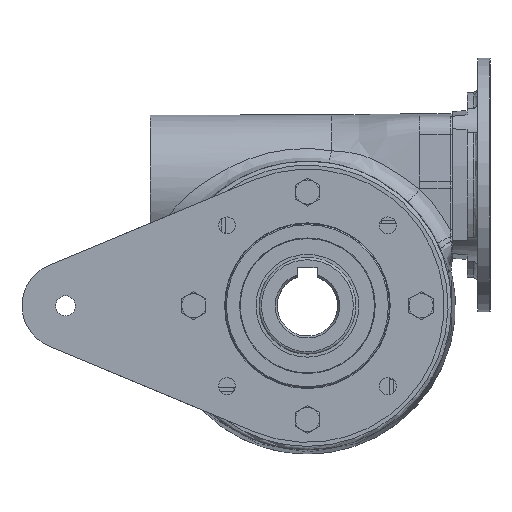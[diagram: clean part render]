
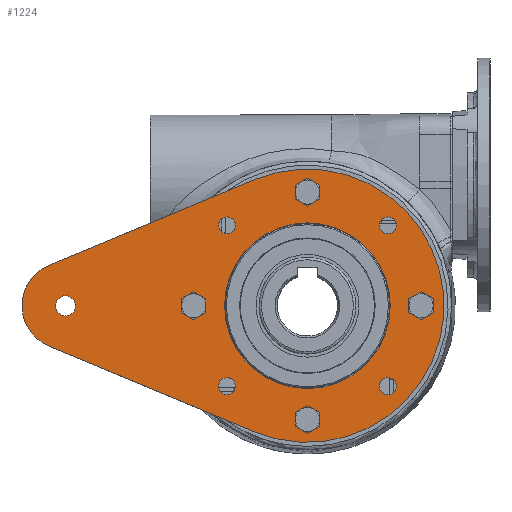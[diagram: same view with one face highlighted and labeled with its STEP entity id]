
A CAD part, top view. The second image highlights one B-rep face of the part: STEP entity #1224.
In plain terms, the highlighted planar face has unit normal (0, 0, 1).
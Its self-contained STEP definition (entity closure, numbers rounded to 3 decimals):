
#1224 = ADVANCED_FACE( '', ( #2686, #2687, #2688, #2689, #2690, #2691, #2692, #2693, #2694, #2695, #2696 ), #2697, .F. );
#2686 = FACE_OUTER_BOUND( '', #6666, .T. );
#2687 = FACE_BOUND( '', #6667, .T. );
#2688 = FACE_BOUND( '', #6668, .T. );
#2689 = FACE_BOUND( '', #6669, .T. );
#2690 = FACE_BOUND( '', #6670, .T. );
#2691 = FACE_BOUND( '', #6671, .T. );
#2692 = FACE_BOUND( '', #6672, .T. );
#2693 = FACE_BOUND( '', #6673, .T. );
#2694 = FACE_BOUND( '', #6674, .T. );
#2695 = FACE_BOUND( '', #6675, .T. );
#2696 = FACE_BOUND( '', #6676, .T. );
#2697 = PLANE( '', #6677 );
#6666 = EDGE_LOOP( '', ( #9997, #9998, #9999, #10000 ) );
#6667 = EDGE_LOOP( '', ( #10001 ) );
#6668 = EDGE_LOOP( '', ( #10002 ) );
#6669 = EDGE_LOOP( '', ( #10003 ) );
#6670 = EDGE_LOOP( '', ( #10004 ) );
#6671 = EDGE_LOOP( '', ( #10005 ) );
#6672 = EDGE_LOOP( '', ( #10006 ) );
#6673 = EDGE_LOOP( '', ( #10007 ) );
#6674 = EDGE_LOOP( '', ( #10008 ) );
#6675 = EDGE_LOOP( '', ( #10009 ) );
#6676 = EDGE_LOOP( '', ( #10010 ) );
#6677 = AXIS2_PLACEMENT_3D( '', #10011, #10012, #10013 );
#9997 = ORIENTED_EDGE( '', *, *, #11711, .F. );
#9998 = ORIENTED_EDGE( '', *, *, #11719, .F. );
#9999 = ORIENTED_EDGE( '', *, *, #11720, .F. );
#10000 = ORIENTED_EDGE( '', *, *, #11358, .F. );
#10001 = ORIENTED_EDGE( '', *, *, #11101, .T. );
#10002 = ORIENTED_EDGE( '', *, *, #11721, .T. );
#10003 = ORIENTED_EDGE( '', *, *, #11722, .T. );
#10004 = ORIENTED_EDGE( '', *, *, #11484, .T. );
#10005 = ORIENTED_EDGE( '', *, *, #10813, .F. );
#10006 = ORIENTED_EDGE( '', *, *, #11708, .F. );
#10007 = ORIENTED_EDGE( '', *, *, #11723, .F. );
#10008 = ORIENTED_EDGE( '', *, *, #10667, .F. );
#10009 = ORIENTED_EDGE( '', *, *, #11507, .T. );
#10010 = ORIENTED_EDGE( '', *, *, #11174, .T. );
#10011 = CARTESIAN_POINT( '', ( 0., 0., 42. ) );
#10012 = DIRECTION( '', ( 0., 0., -1. ) );
#10013 = DIRECTION( '', ( -1., 0., 0. ) );
#10667 = EDGE_CURVE( '', #12051, #12051, #12052, .F. );
#10813 = EDGE_CURVE( '', #12299, #12299, #12300, .F. );
#11101 = EDGE_CURVE( '', #12755, #12755, #12756, .T. );
#11174 = EDGE_CURVE( '', #12863, #12863, #12864, .T. );
#11358 = EDGE_CURVE( '', #13125, #13127, #13128, .F. );
#11484 = EDGE_CURVE( '', #13297, #13297, #13298, .T. );
#11507 = EDGE_CURVE( '', #13326, #13326, #13327, .T. );
#11708 = EDGE_CURVE( '', #13562, #13562, #13563, .F. );
#11711 = EDGE_CURVE( '', #13565, #13125, #13567, .T. );
#11719 = EDGE_CURVE( '', #13575, #13565, #13576, .F. );
#11720 = EDGE_CURVE( '', #13127, #13575, #13577, .T. );
#11721 = EDGE_CURVE( '', #13578, #13578, #13579, .T. );
#11722 = EDGE_CURVE( '', #13580, #13580, #13581, .T. );
#11723 = EDGE_CURVE( '', #13582, #13582, #13583, .F. );
#12051 = VERTEX_POINT( '', #14281 );
#12052 = CIRCLE( '', #14282, 3.5 );
#12299 = VERTEX_POINT( '', #14703 );
#12300 = CIRCLE( '', #14704, 3.5 );
#12755 = VERTEX_POINT( '', #15870 );
#12756 = CIRCLE( '', #15871, 4.35 );
#12863 = VERTEX_POINT( '', #16116 );
#12864 = CIRCLE( '', #16117, 34.25 );
#13125 = VERTEX_POINT( '', #16605 );
#13127 = VERTEX_POINT( '', #16608 );
#13128 = LINE( '', #16609, #16610 );
#13297 = VERTEX_POINT( '', #16998 );
#13298 = CIRCLE( '', #16999, 4.35 );
#13326 = VERTEX_POINT( '', #17155 );
#13327 = CIRCLE( '', #17156, 4.1 );
#13562 = VERTEX_POINT( '', #17537 );
#13563 = CIRCLE( '', #17538, 3.5 );
#13565 = VERTEX_POINT( '', #17540 );
#13567 = CIRCLE( '', #17543, 56.5 );
#13575 = VERTEX_POINT( '', #17555 );
#13576 = LINE( '', #17556, #17557 );
#13577 = CIRCLE( '', #17558, 18. );
#13578 = VERTEX_POINT( '', #17559 );
#13579 = CIRCLE( '', #17560, 4.35 );
#13580 = VERTEX_POINT( '', #17561 );
#13581 = CIRCLE( '', #17562, 4.35 );
#13582 = VERTEX_POINT( '', #17563 );
#13583 = CIRCLE( '', #17564, 3.5 );
#14281 = CARTESIAN_POINT( '', ( 33.234, -36.734, 42. ) );
#14282 = AXIS2_PLACEMENT_3D( '', #17876, #17877, #17878 );
#14703 = CARTESIAN_POINT( '', ( -33.234, -36.734, 42. ) );
#14704 = AXIS2_PLACEMENT_3D( '', #18118, #18119, #18120 );
#15870 = CARTESIAN_POINT( '', ( 4.35, -47., 42. ) );
#15871 = AXIS2_PLACEMENT_3D( '', #18427, #18428, #18429 );
#16116 = CARTESIAN_POINT( '', ( 0., -34.25, 42. ) );
#16117 = AXIS2_PLACEMENT_3D( '', #18513, #18514, #18515 );
#16605 = CARTESIAN_POINT( '', ( -21.753, -52.145, 42. ) );
#16608 = CARTESIAN_POINT( '', ( -106.93, -16.612, 42. ) );
#16609 = CARTESIAN_POINT( '', ( -21.753, -52.145, 42. ) );
#16610 = VECTOR( '', #18698, 1000. );
#16998 = CARTESIAN_POINT( '', ( -42.65, 0., 42. ) );
#16999 = AXIS2_PLACEMENT_3D( '', #18794, #18795, #18796 );
#17155 = CARTESIAN_POINT( '', ( -100., -4.1, 42. ) );
#17156 = AXIS2_PLACEMENT_3D( '', #18813, #18814, #18815 );
#17537 = CARTESIAN_POINT( '', ( -33.234, 29.734, 42. ) );
#17538 = AXIS2_PLACEMENT_3D( '', #19001, #19002, #19003 );
#17540 = CARTESIAN_POINT( '', ( -21.753, 52.145, 42. ) );
#17543 = AXIS2_PLACEMENT_3D( '', #19005, #19006, #19007 );
#17555 = CARTESIAN_POINT( '', ( -106.93, 16.612, 42. ) );
#17556 = CARTESIAN_POINT( '', ( -21.753, 52.145, 42. ) );
#17557 = VECTOR( '', #19009, 1000. );
#17558 = AXIS2_PLACEMENT_3D( '', #19010, #19011, #19012 );
#17559 = CARTESIAN_POINT( '', ( 4.35, 47., 42. ) );
#17560 = AXIS2_PLACEMENT_3D( '', #19013, #19014, #19015 );
#17561 = CARTESIAN_POINT( '', ( 51.35, 0., 42. ) );
#17562 = AXIS2_PLACEMENT_3D( '', #19016, #19017, #19018 );
#17563 = CARTESIAN_POINT( '', ( 33.234, 29.734, 42. ) );
#17564 = AXIS2_PLACEMENT_3D( '', #19019, #19020, #19021 );
#17876 = CARTESIAN_POINT( '', ( 33.234, -33.234, 42. ) );
#17877 = DIRECTION( '', ( 0., 0., -1. ) );
#17878 = DIRECTION( '', ( 0., -1., 0. ) );
#18118 = CARTESIAN_POINT( '', ( -33.234, -33.234, 42. ) );
#18119 = DIRECTION( '', ( 0., 0., -1. ) );
#18120 = DIRECTION( '', ( 0., -1., 0. ) );
#18427 = CARTESIAN_POINT( '', ( 0., -47., 42. ) );
#18428 = DIRECTION( '', ( 0., 0., -1. ) );
#18429 = DIRECTION( '', ( 1., 0., 0. ) );
#18513 = CARTESIAN_POINT( '', ( 0., 0., 42. ) );
#18514 = DIRECTION( '', ( 0., 0., -1. ) );
#18515 = DIRECTION( '', ( 0., -1., 0. ) );
#18698 = DIRECTION( '', ( 0.923, -0.385, 0. ) );
#18794 = CARTESIAN_POINT( '', ( -47., 0., 42. ) );
#18795 = DIRECTION( '', ( 0., 0., -1. ) );
#18796 = DIRECTION( '', ( 1., 0., 0. ) );
#18813 = CARTESIAN_POINT( '', ( -100., 0., 42. ) );
#18814 = DIRECTION( '', ( 0., 0., -1. ) );
#18815 = DIRECTION( '', ( 0., -1., 0. ) );
#19001 = CARTESIAN_POINT( '', ( -33.234, 33.234, 42. ) );
#19002 = DIRECTION( '', ( 0., 0., -1. ) );
#19003 = DIRECTION( '', ( 0., -1., 0. ) );
#19005 = CARTESIAN_POINT( '', ( 0., 0., 42. ) );
#19006 = DIRECTION( '', ( 0., 0., -1. ) );
#19007 = DIRECTION( '', ( 0., -1., 0. ) );
#19009 = DIRECTION( '', ( -0.923, -0.385, 0. ) );
#19010 = CARTESIAN_POINT( '', ( -100., 0., 42. ) );
#19011 = DIRECTION( '', ( 0., 0., -1. ) );
#19012 = DIRECTION( '', ( 0., -1., 0. ) );
#19013 = CARTESIAN_POINT( '', ( 0., 47., 42. ) );
#19014 = DIRECTION( '', ( 0., 0., -1. ) );
#19015 = DIRECTION( '', ( 1., 0., 0. ) );
#19016 = CARTESIAN_POINT( '', ( 47., 0., 42. ) );
#19017 = DIRECTION( '', ( 0., 0., -1. ) );
#19018 = DIRECTION( '', ( 1., 0., 0. ) );
#19019 = CARTESIAN_POINT( '', ( 33.234, 33.234, 42. ) );
#19020 = DIRECTION( '', ( 0., 0., -1. ) );
#19021 = DIRECTION( '', ( 0., -1., 0. ) );
